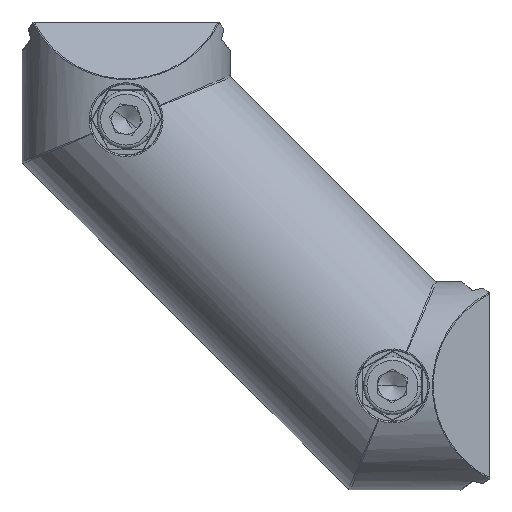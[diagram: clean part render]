
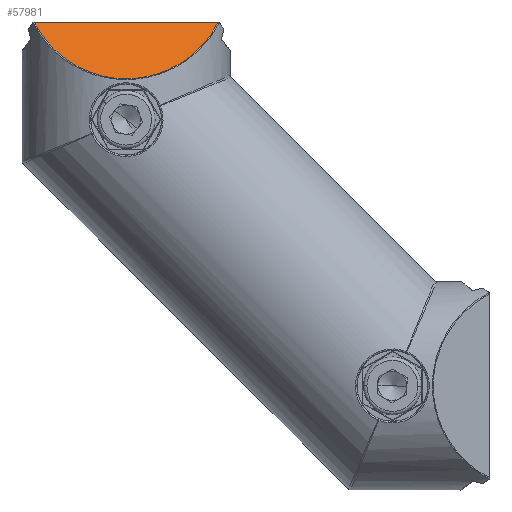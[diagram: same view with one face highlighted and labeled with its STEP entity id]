
A CAD part, left-side view. The second image highlights one B-rep face of the part: STEP entity #57981.
In plain terms, the highlighted planar face has unit normal (-0.707, 0, 0.707).
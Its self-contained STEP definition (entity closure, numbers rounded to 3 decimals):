
#47226=DIRECTION('',(0.,-1.,0.));
#47227=VECTOR('',#47226,31.643);
#47228=CARTESIAN_POINT('',(-7.693,88.003,
12.664));
#47229=LINE('',#47228,#47227);
#47246=CARTESIAN_POINT('',(-7.693,88.003,
12.664));
#47247=CARTESIAN_POINT('',(-8.415,87.63,
11.943));
#47248=CARTESIAN_POINT('',(-9.807,86.786,
10.551));
#47249=CARTESIAN_POINT('',(-11.704,85.25,
8.654));
#47250=CARTESIAN_POINT('',(-13.372,83.467,
6.985));
#47251=CARTESIAN_POINT('',(-14.783,81.474,
5.574));
#47252=CARTESIAN_POINT('',(-15.908,79.307,
4.449));
#47253=CARTESIAN_POINT('',(-16.728,77.007,
3.63));
#47254=CARTESIAN_POINT('',(-17.225,74.617,
3.133));
#47255=CARTESIAN_POINT('',(-17.393,72.181,
2.965));
#47256=CARTESIAN_POINT('',(-17.225,69.745,
3.133));
#47257=CARTESIAN_POINT('',(-16.728,67.355,
3.63));
#47258=CARTESIAN_POINT('',(-15.908,65.055,
4.449));
#47259=CARTESIAN_POINT('',(-14.783,62.888,
5.574));
#47260=CARTESIAN_POINT('',(-13.372,60.895,
6.985));
#47261=CARTESIAN_POINT('',(-11.704,59.113,
8.654));
#47262=CARTESIAN_POINT('',(-9.807,57.576,
10.551));
#47263=CARTESIAN_POINT('',(-8.415,56.732,
11.943));
#47264=CARTESIAN_POINT('',(-7.693,56.36,
12.664));
#55317=CARTESIAN_POINT('',(-7.693,88.003,
12.664));
#55318=CARTESIAN_POINT('',(-7.693,56.36,
12.664));
#55319=VERTEX_POINT('',#55317);
#55320=VERTEX_POINT('',#55318);
#57972=CARTESIAN_POINT('',(-17.395,36.472,
2.962));
#57973=DIRECTION('',(-0.707,0.,0.707));
#57974=DIRECTION('',(0.707,0.,0.707));
#57975=AXIS2_PLACEMENT_3D('',#57972,#57973,#57974);
#57976=PLANE('',#57975);
#57977=ORIENTED_EDGE('',*,*,#57966,.T.);
#57978=ORIENTED_EDGE('',*,*,#57576,.F.);
#57979=EDGE_LOOP('',(#57977,#57978));
#57980=FACE_OUTER_BOUND('',#57979,.F.);
#47265=B_SPLINE_CURVE_WITH_KNOTS('',3,(#47246,#47247,#47248,#47249,#47250,
#47251,#47252,#47253,#47254,#47255,#47256,#47257,#47258,#47259,#47260,#47261,
#47262,#47263,#47264),.UNSPECIFIED.,.F.,.F.,(4,1,1,1,1,1,1,1,1,1,1,1,1,1,1,1,4),
(0.,0.063,0.125,0.188,0.25,0.313,0.375,0.438,0.5,0.563,
0.625,0.688,0.75,0.813,0.875,0.938,1.),.UNSPECIFIED.);
#57576=EDGE_CURVE('',#55319,#55320,#47265,.T.);
#57966=EDGE_CURVE('',#55319,#55320,#47229,.T.);
#57981=ADVANCED_FACE('',(#57980),#57976,.T.);
